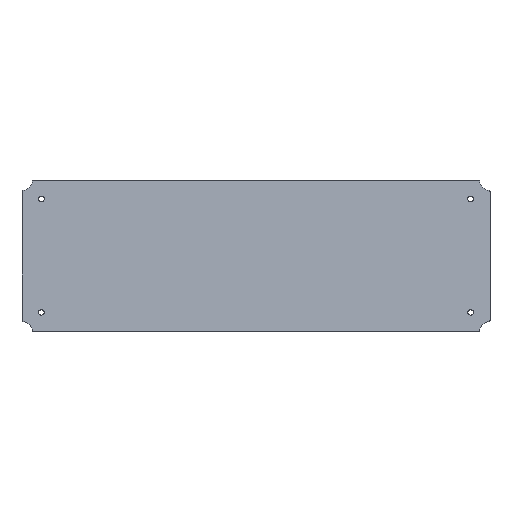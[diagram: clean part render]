
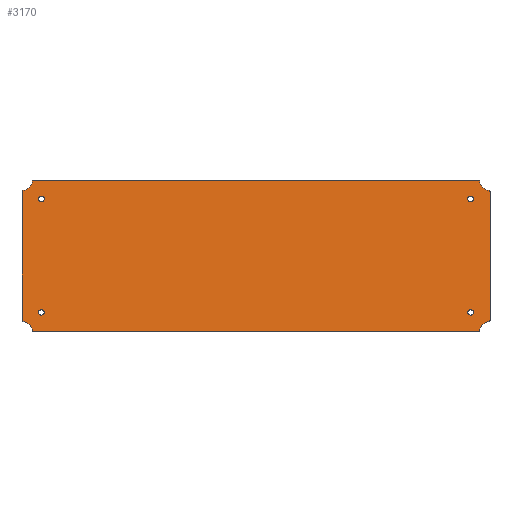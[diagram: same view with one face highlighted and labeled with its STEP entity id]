
A CAD part, top view. The second image highlights one B-rep face of the part: STEP entity #3170.
In plain terms, the highlighted planar face has unit normal (0, 0.104, 0.995).
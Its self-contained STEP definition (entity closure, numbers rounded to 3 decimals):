
#76=CIRCLE('',#3206,1.6);
#78=CIRCLE('',#3210,1.6);
#80=CIRCLE('',#3214,1.6);
#82=CIRCLE('',#3218,1.6);
#95=CIRCLE('',#3241,0.5);
#96=CIRCLE('',#3243,6.5);
#97=CIRCLE('',#3245,0.5);
#98=CIRCLE('',#3248,0.5);
#99=CIRCLE('',#3250,6.5);
#100=CIRCLE('',#3252,0.5);
#101=CIRCLE('',#3254,0.5);
#102=CIRCLE('',#3257,0.5);
#103=CIRCLE('',#3259,6.5);
#104=CIRCLE('',#3261,0.5);
#105=CIRCLE('',#3264,0.5);
#106=CIRCLE('',#3266,6.5);
#118=FACE_BOUND('',#506,.T.);
#119=FACE_BOUND('',#507,.T.);
#120=FACE_BOUND('',#508,.T.);
#121=FACE_BOUND('',#509,.T.);
#136=PLANE('',#3267);
#315=FACE_OUTER_BOUND('',#505,.T.);
#505=EDGE_LOOP('',(#2844,#2845,#2846,#2847,#2848,#2849,#2850,#2851,#2852,
#2853,#2854,#2855,#2856,#2857,#2858,#2859));
#506=EDGE_LOOP('',(#2860));
#507=EDGE_LOOP('',(#2861));
#508=EDGE_LOOP('',(#2862));
#509=EDGE_LOOP('',(#2863));
#661=LINE('',#6627,#831);
#667=LINE('',#6644,#837);
#673=LINE('',#6664,#843);
#678=LINE('',#6680,#848);
#831=VECTOR('',#3531,10.);
#837=VECTOR('',#3551,10.);
#843=VECTOR('',#3575,10.);
#848=VECTOR('',#3594,10.);
#1379=VERTEX_POINT('',#6088);
#1381=VERTEX_POINT('',#6096);
#1383=VERTEX_POINT('',#6104);
#1385=VERTEX_POINT('',#6112);
#1402=VERTEX_POINT('',#6624);
#1403=VERTEX_POINT('',#6626);
#1404=VERTEX_POINT('',#6630);
#1405=VERTEX_POINT('',#6634);
#1406=VERTEX_POINT('',#6638);
#1407=VERTEX_POINT('',#6642);
#1408=VERTEX_POINT('',#6646);
#1409=VERTEX_POINT('',#6650);
#1410=VERTEX_POINT('',#6654);
#1411=VERTEX_POINT('',#6658);
#1412=VERTEX_POINT('',#6662);
#1413=VERTEX_POINT('',#6666);
#1414=VERTEX_POINT('',#6670);
#1415=VERTEX_POINT('',#6674);
#1416=VERTEX_POINT('',#6678);
#1417=VERTEX_POINT('',#6682);
#1823=EDGE_CURVE('',#1379,#1379,#76,.F.);
#1827=EDGE_CURVE('',#1381,#1381,#78,.F.);
#1831=EDGE_CURVE('',#1383,#1383,#80,.F.);
#1835=EDGE_CURVE('',#1385,#1385,#82,.F.);
#1869=EDGE_CURVE('',#1403,#1402,#661,.T.);
#1872=EDGE_CURVE('',#1404,#1402,#95,.T.);
#1874=EDGE_CURVE('',#1404,#1405,#96,.T.);
#1876=EDGE_CURVE('',#1406,#1405,#97,.T.);
#1878=EDGE_CURVE('',#1406,#1407,#667,.T.);
#1880=EDGE_CURVE('',#1408,#1407,#98,.T.);
#1882=EDGE_CURVE('',#1408,#1409,#99,.T.);
#1884=EDGE_CURVE('',#1410,#1409,#100,.T.);
#1885=EDGE_CURVE('',#1403,#1411,#101,.T.);
#1888=EDGE_CURVE('',#1410,#1412,#673,.T.);
#1890=EDGE_CURVE('',#1413,#1412,#102,.T.);
#1892=EDGE_CURVE('',#1413,#1414,#103,.T.);
#1894=EDGE_CURVE('',#1415,#1414,#104,.T.);
#1896=EDGE_CURVE('',#1415,#1416,#678,.T.);
#1898=EDGE_CURVE('',#1417,#1416,#105,.T.);
#1899=EDGE_CURVE('',#1417,#1411,#106,.T.);
#2844=ORIENTED_EDGE('',*,*,#1885,.F.);
#2845=ORIENTED_EDGE('',*,*,#1869,.T.);
#2846=ORIENTED_EDGE('',*,*,#1872,.F.);
#2847=ORIENTED_EDGE('',*,*,#1874,.T.);
#2848=ORIENTED_EDGE('',*,*,#1876,.F.);
#2849=ORIENTED_EDGE('',*,*,#1878,.T.);
#2850=ORIENTED_EDGE('',*,*,#1880,.F.);
#2851=ORIENTED_EDGE('',*,*,#1882,.T.);
#2852=ORIENTED_EDGE('',*,*,#1884,.F.);
#2853=ORIENTED_EDGE('',*,*,#1888,.T.);
#2854=ORIENTED_EDGE('',*,*,#1890,.F.);
#2855=ORIENTED_EDGE('',*,*,#1892,.T.);
#2856=ORIENTED_EDGE('',*,*,#1894,.F.);
#2857=ORIENTED_EDGE('',*,*,#1896,.T.);
#2858=ORIENTED_EDGE('',*,*,#1898,.F.);
#2859=ORIENTED_EDGE('',*,*,#1899,.T.);
#2860=ORIENTED_EDGE('',*,*,#1823,.T.);
#2861=ORIENTED_EDGE('',*,*,#1827,.T.);
#2862=ORIENTED_EDGE('',*,*,#1831,.T.);
#2863=ORIENTED_EDGE('',*,*,#1835,.T.);
#3170=ADVANCED_FACE('',(#315,#118,#119,#120,#121),#136,.F.);
#3206=AXIS2_PLACEMENT_3D('',#6090,#3452,#3453);
#3210=AXIS2_PLACEMENT_3D('',#6098,#3462,#3463);
#3214=AXIS2_PLACEMENT_3D('',#6106,#3472,#3473);
#3218=AXIS2_PLACEMENT_3D('',#6114,#3482,#3483);
#3241=AXIS2_PLACEMENT_3D('',#6632,#3536,#3537);
#3243=AXIS2_PLACEMENT_3D('',#6636,#3541,#3542);
#3245=AXIS2_PLACEMENT_3D('',#6640,#3546,#3547);
#3248=AXIS2_PLACEMENT_3D('',#6648,#3555,#3556);
#3250=AXIS2_PLACEMENT_3D('',#6652,#3560,#3561);
#3252=AXIS2_PLACEMENT_3D('',#6656,#3565,#3566);
#3254=AXIS2_PLACEMENT_3D('',#6659,#3569,#3570);
#3257=AXIS2_PLACEMENT_3D('',#6668,#3579,#3580);
#3259=AXIS2_PLACEMENT_3D('',#6672,#3584,#3585);
#3261=AXIS2_PLACEMENT_3D('',#6676,#3589,#3590);
#3264=AXIS2_PLACEMENT_3D('',#6684,#3598,#3599);
#3266=AXIS2_PLACEMENT_3D('',#6686,#3602,#3603);
#3267=AXIS2_PLACEMENT_3D('',#6687,#3604,#3605);
#3452=DIRECTION('center_axis',(0.,0.105,0.995));
#3453=DIRECTION('ref_axis',(-1.,0.,0.));
#3462=DIRECTION('center_axis',(0.,0.105,0.995));
#3463=DIRECTION('ref_axis',(-1.,0.,0.));
#3472=DIRECTION('center_axis',(0.,0.105,0.995));
#3473=DIRECTION('ref_axis',(-1.,0.,0.));
#3482=DIRECTION('center_axis',(0.,0.105,0.995));
#3483=DIRECTION('ref_axis',(-1.,0.,0.));
#3531=DIRECTION('',(0.,-0.995,0.105));
#3536=DIRECTION('center_axis',(0.,-0.105,-0.995));
#3537=DIRECTION('ref_axis',(-0.756,-0.651,0.068));
#3541=DIRECTION('center_axis',(0.,-0.105,-0.995));
#3542=DIRECTION('ref_axis',(1.,0.,0.));
#3546=DIRECTION('center_axis',(0.,-0.105,-0.995));
#3547=DIRECTION('ref_axis',(-0.655,-0.752,0.079));
#3551=DIRECTION('',(1.,0.,0.));
#3555=DIRECTION('center_axis',(0.,-0.105,-0.995));
#3556=DIRECTION('ref_axis',(0.655,-0.752,0.079));
#3560=DIRECTION('center_axis',(0.,-0.105,-0.995));
#3561=DIRECTION('ref_axis',(1.,0.,0.));
#3565=DIRECTION('center_axis',(0.,-0.105,-0.995));
#3566=DIRECTION('ref_axis',(0.756,-0.651,0.068));
#3569=DIRECTION('center_axis',(0.,-0.105,-0.995));
#3570=DIRECTION('ref_axis',(-0.756,0.651,-0.068));
#3575=DIRECTION('',(0.,0.995,-0.105));
#3579=DIRECTION('center_axis',(0.,-0.105,-0.995));
#3580=DIRECTION('ref_axis',(0.756,0.651,-0.068));
#3584=DIRECTION('center_axis',(0.,-0.105,-0.995));
#3585=DIRECTION('ref_axis',(1.,0.,0.));
#3589=DIRECTION('center_axis',(0.,-0.105,-0.995));
#3590=DIRECTION('ref_axis',(0.655,0.752,-0.079));
#3594=DIRECTION('',(-1.,0.,0.));
#3598=DIRECTION('center_axis',(0.,-0.105,-0.995));
#3599=DIRECTION('ref_axis',(-0.655,0.752,-0.079));
#3602=DIRECTION('center_axis',(0.,-0.105,-0.995));
#3603=DIRECTION('ref_axis',(1.,0.,0.));
#3604=DIRECTION('center_axis',(0.,-0.105,-0.995));
#3605=DIRECTION('ref_axis',(1.,0.,0.));
#6088=CARTESIAN_POINT('',(-119.775,-35.751,10.929));
#6090=CARTESIAN_POINT('Origin',(-121.375,-35.751,10.929));
#6096=CARTESIAN_POINT('',(-119.775,28.427,4.184));
#6098=CARTESIAN_POINT('Origin',(-121.375,28.427,4.184));
#6104=CARTESIAN_POINT('',(122.975,-35.751,10.929));
#6106=CARTESIAN_POINT('Origin',(121.375,-35.751,10.929));
#6112=CARTESIAN_POINT('',(122.975,28.427,4.184));
#6114=CARTESIAN_POINT('Origin',(121.375,28.427,4.184));
#6624=CARTESIAN_POINT('',(-132.375,-40.297,11.407));
#6626=CARTESIAN_POINT('',(-132.375,32.679,3.737));
#6627=CARTESIAN_POINT('',(-132.375,14.65,5.632));
#6630=CARTESIAN_POINT('',(-131.946,-40.79,11.459));
#6632=CARTESIAN_POINT('Origin',(-131.875,-40.297,11.407));
#6634=CARTESIAN_POINT('',(-126.442,-46.264,12.034));
#6636=CARTESIAN_POINT('Origin',(-132.875,-47.188,12.131));
#6638=CARTESIAN_POINT('',(-125.947,-46.69,12.079));
#6640=CARTESIAN_POINT('Origin',(-125.947,-46.193,12.027));
#6642=CARTESIAN_POINT('',(125.947,-46.69,12.079));
#6644=CARTESIAN_POINT('',(-63.313,-46.69,12.079));
#6646=CARTESIAN_POINT('',(126.442,-46.264,12.034));
#6648=CARTESIAN_POINT('Origin',(125.947,-46.193,12.027));
#6650=CARTESIAN_POINT('',(131.946,-40.79,11.459));
#6652=CARTESIAN_POINT('Origin',(132.875,-47.188,12.131));
#6654=CARTESIAN_POINT('',(132.375,-40.297,11.407));
#6656=CARTESIAN_POINT('Origin',(131.875,-40.297,11.407));
#6658=CARTESIAN_POINT('',(-131.946,33.171,3.685));
#6659=CARTESIAN_POINT('Origin',(-131.875,32.679,3.737));
#6662=CARTESIAN_POINT('',(132.375,32.679,3.737));
#6664=CARTESIAN_POINT('',(132.375,-22.512,9.538));
#6666=CARTESIAN_POINT('',(131.946,33.171,3.685));
#6668=CARTESIAN_POINT('Origin',(131.875,32.679,3.737));
#6670=CARTESIAN_POINT('',(126.442,38.646,3.11));
#6672=CARTESIAN_POINT('Origin',(132.875,39.569,3.013));
#6674=CARTESIAN_POINT('',(125.947,39.072,3.065));
#6676=CARTESIAN_POINT('Origin',(125.947,38.575,3.117));
#6678=CARTESIAN_POINT('',(-125.947,39.072,3.065));
#6680=CARTESIAN_POINT('',(63.313,39.072,3.065));
#6682=CARTESIAN_POINT('',(-126.442,38.646,3.11));
#6684=CARTESIAN_POINT('Origin',(-125.947,38.575,3.117));
#6686=CARTESIAN_POINT('Origin',(-132.875,39.569,3.013));
#6687=CARTESIAN_POINT('Origin',(0.,-4.053,
7.598));
